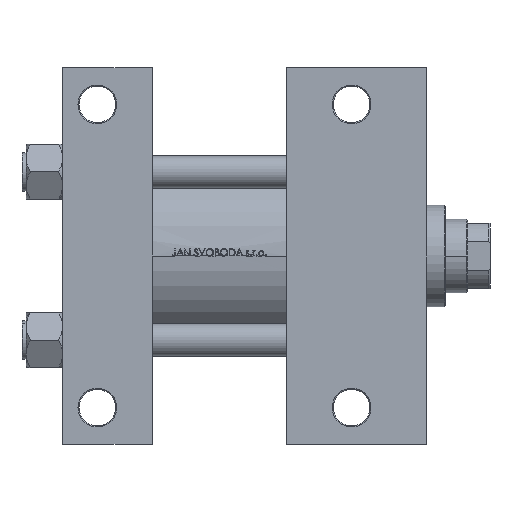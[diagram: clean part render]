
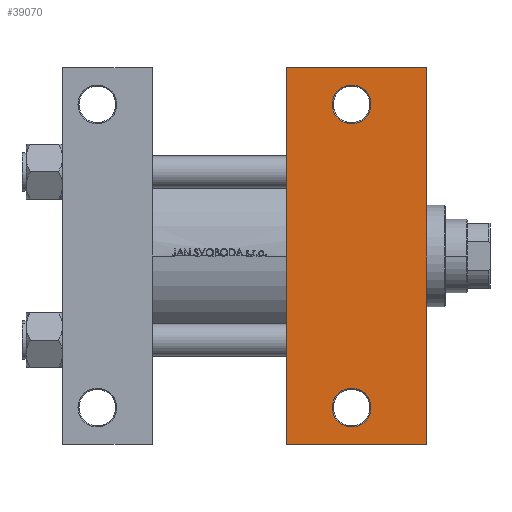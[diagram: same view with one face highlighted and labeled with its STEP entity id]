
A CAD part, front view. The second image highlights one B-rep face of the part: STEP entity #39070.
In plain terms, the highlighted face is planar.
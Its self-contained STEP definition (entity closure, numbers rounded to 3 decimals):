
#350 = CARTESIAN_POINT ( 'NONE',  ( 142., -74.5, -57.5 ) ) ;
#700 = VECTOR ( 'NONE', #36916, 1000. ) ;
#804 = ORIENTED_EDGE ( 'NONE', *, *, #43592, .T. ) ;
#914 = ORIENTED_EDGE ( 'NONE', *, *, #6394, .T. ) ;
#936 = EDGE_CURVE ( 'NONE', #9314, #25427, #8714, .T. ) ;
#1394 = CIRCLE ( 'NONE', #14534, 9.5 ) ;
#3454 = EDGE_LOOP ( 'NONE', ( #914, #804 ) ) ;
#4336 = VECTOR ( 'NONE', #14391, 1000. ) ;
#5170 = CARTESIAN_POINT ( 'NONE',  ( 179., 57.5, -57.5 ) ) ;
#5803 = CARTESIAN_POINT ( 'NONE',  ( 151.5, -74.5, -57.5 ) ) ;
#6252 = AXIS2_PLACEMENT_3D ( 'NONE', #41564, #12267, #41814 ) ;
#6394 = EDGE_CURVE ( 'NONE', #29972, #33360, #1394, .T. ) ;
#7457 = DIRECTION ( 'NONE',  ( 0., 1., 0. ) ) ;
#8714 = LINE ( 'NONE', #13065, #29091 ) ;
#8889 = EDGE_CURVE ( 'NONE', #30380, #25427, #22158, .T. ) ;
#9314 = VERTEX_POINT ( 'NONE', #32409 ) ;
#9908 = DIRECTION ( 'NONE',  ( 0., 0., 1. ) ) ;
#10149 = CARTESIAN_POINT ( 'NONE',  ( 142., -74.5, -57.5 ) ) ;
#11454 = VERTEX_POINT ( 'NONE', #37003 ) ;
#12267 = DIRECTION ( 'NONE',  ( 0., 0., 1. ) ) ;
#13065 = CARTESIAN_POINT ( 'NONE',  ( 110., 57.5, -57.5 ) ) ;
#13167 = AXIS2_PLACEMENT_3D ( 'NONE', #17108, #31633, #38893 ) ;
#13966 = AXIS2_PLACEMENT_3D ( 'NONE', #350, #47855, #15130 ) ;
#14391 = DIRECTION ( 'NONE',  ( 1., 0., 0. ) ) ;
#14426 = ORIENTED_EDGE ( 'NONE', *, *, #30777, .T. ) ;
#14534 = AXIS2_PLACEMENT_3D ( 'NONE', #10149, #9908, #17406 ) ;
#15130 = DIRECTION ( 'NONE',  ( 0., 1., 0. ) ) ;
#15359 = CARTESIAN_POINT ( 'NONE',  ( 110., -92.5, -57.5 ) ) ;
#15837 = ORIENTED_EDGE ( 'NONE', *, *, #41991, .T. ) ;
#16384 = FACE_OUTER_BOUND ( 'NONE', #38597, .T. ) ;
#17108 = CARTESIAN_POINT ( 'NONE',  ( 179., 57.5, -57.5 ) ) ;
#17406 = DIRECTION ( 'NONE',  ( 0., 1., 0. ) ) ;
#18318 = VECTOR ( 'NONE', #41271, 1000. ) ;
#20278 = PLANE ( 'NONE',  #13167 ) ;
#20913 = CARTESIAN_POINT ( 'NONE',  ( 151.5, 74.5, -57.5 ) ) ;
#21482 = VERTEX_POINT ( 'NONE', #45297 ) ;
#22158 = LINE ( 'NONE', #15359, #700 ) ;
#22198 = CARTESIAN_POINT ( 'NONE',  ( 179., -92.5, -57.5 ) ) ;
#24357 = FACE_BOUND ( 'NONE', #40307, .T. ) ;
#25427 = VERTEX_POINT ( 'NONE', #39853 ) ;
#27171 = CIRCLE ( 'NONE', #13966, 9.5 ) ;
#27452 = ORIENTED_EDGE ( 'NONE', *, *, #31917, .T. ) ;
#29091 = VECTOR ( 'NONE', #42633, 1000. ) ;
#29637 = CARTESIAN_POINT ( 'NONE',  ( 110., 92.5, -57.5 ) ) ;
#29891 = ORIENTED_EDGE ( 'NONE', *, *, #936, .F. ) ;
#29968 = EDGE_CURVE ( 'NONE', #11454, #30980, #38357, .T. ) ;
#29972 = VERTEX_POINT ( 'NONE', #36769 ) ;
#30380 = VERTEX_POINT ( 'NONE', #22198 ) ;
#30777 = EDGE_CURVE ( 'NONE', #9314, #21482, #47586, .T. ) ;
#30861 = LINE ( 'NONE', #5170, #18318 ) ;
#30980 = VERTEX_POINT ( 'NONE', #20913 ) ;
#31633 = DIRECTION ( 'NONE',  ( 0., 0., -1. ) ) ;
#31917 = EDGE_CURVE ( 'NONE', #21482, #30380, #30861, .T. ) ;
#32021 = CARTESIAN_POINT ( 'NONE',  ( 142., 74.5, -57.5 ) ) ;
#32409 = CARTESIAN_POINT ( 'NONE',  ( 110., 92.5, -57.5 ) ) ;
#32911 = AXIS2_PLACEMENT_3D ( 'NONE', #32021, #46809, #7457 ) ;
#33360 = VERTEX_POINT ( 'NONE', #5803 ) ;
#36769 = CARTESIAN_POINT ( 'NONE',  ( 132.5, -74.5, -57.5 ) ) ;
#36916 = DIRECTION ( 'NONE',  ( -1., 0., 0. ) ) ;
#37003 = CARTESIAN_POINT ( 'NONE',  ( 132.5, 74.5, -57.5 ) ) ;
#38357 = CIRCLE ( 'NONE', #32911, 9.5 ) ;
#38597 = EDGE_LOOP ( 'NONE', ( #29891, #14426, #27452, #40002 ) ) ;
#38893 = DIRECTION ( 'NONE',  ( 0., 1., 0. ) ) ;
#39070 = ADVANCED_FACE ( 'NONE', ( #24357, #39123, #16384 ), #20278, .T. ) ;
#39123 = FACE_BOUND ( 'NONE', #3454, .T. ) ;
#39853 = CARTESIAN_POINT ( 'NONE',  ( 110., -92.5, -57.5 ) ) ;
#40002 = ORIENTED_EDGE ( 'NONE', *, *, #8889, .T. ) ;
#40307 = EDGE_LOOP ( 'NONE', ( #43261, #15837 ) ) ;
#41271 = DIRECTION ( 'NONE',  ( 0., -1., 0. ) ) ;
#41564 = CARTESIAN_POINT ( 'NONE',  ( 142., 74.5, -57.5 ) ) ;
#41814 = DIRECTION ( 'NONE',  ( 0., 1., 0. ) ) ;
#41991 = EDGE_CURVE ( 'NONE', #30980, #11454, #44159, .T. ) ;
#42633 = DIRECTION ( 'NONE',  ( 0., -1., 0. ) ) ;
#43261 = ORIENTED_EDGE ( 'NONE', *, *, #29968, .T. ) ;
#43592 = EDGE_CURVE ( 'NONE', #33360, #29972, #27171, .T. ) ;
#44159 = CIRCLE ( 'NONE', #6252, 9.5 ) ;
#45297 = CARTESIAN_POINT ( 'NONE',  ( 179., 92.5, -57.5 ) ) ;
#46809 = DIRECTION ( 'NONE',  ( 0., 0., 1. ) ) ;
#47586 = LINE ( 'NONE', #29637, #4336 ) ;
#47855 = DIRECTION ( 'NONE',  ( 0., 0., 1. ) ) ;
